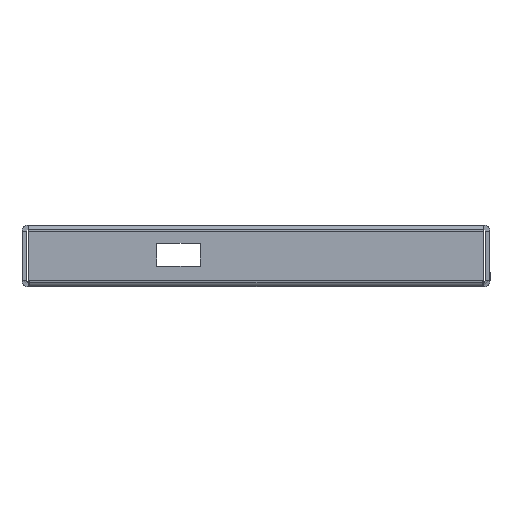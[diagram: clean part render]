
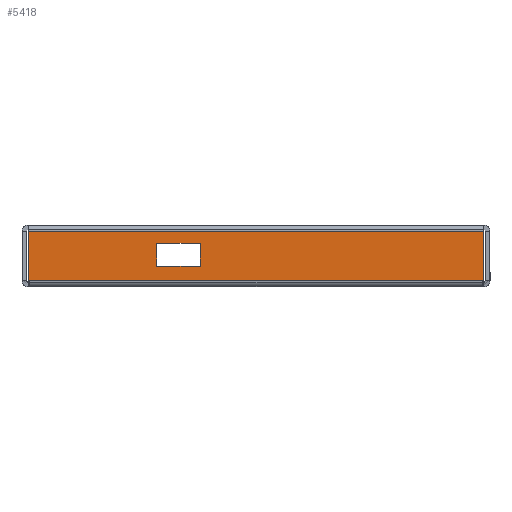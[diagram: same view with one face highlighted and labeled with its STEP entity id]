
A CAD part, left-side view. The second image highlights one B-rep face of the part: STEP entity #5418.
In plain terms, the highlighted planar face has unit normal (-1, 0, 0).
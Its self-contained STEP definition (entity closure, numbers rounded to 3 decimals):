
#160 = CARTESIAN_POINT ( 'NONE',  ( -342., 33.293, -18. ) ) ;
#188 = EDGE_CURVE ( 'NONE', #357, #1527, #4590, .T. ) ;
#213 = LINE ( 'NONE', #1234, #4868 ) ;
#232 = EDGE_CURVE ( 'NONE', #3972, #4187, #3560, .T. ) ;
#332 = CARTESIAN_POINT ( 'NONE',  ( -342., 0., -2.737 ) ) ;
#352 = PLANE ( 'NONE',  #3113 ) ;
#357 = VERTEX_POINT ( 'NONE', #1883 ) ;
#590 = DIRECTION ( 'NONE',  ( 0., -1., 0. ) ) ;
#595 = ORIENTED_EDGE ( 'NONE', *, *, #188, .F. ) ;
#603 = CARTESIAN_POINT ( 'NONE',  ( -342., 14.293, -18. ) ) ;
#705 = EDGE_CURVE ( 'NONE', #1527, #5299, #1907, .T. ) ;
#707 = CARTESIAN_POINT ( 'NONE',  ( -342., 0., 0. ) ) ;
#735 = CARTESIAN_POINT ( 'NONE',  ( -342., 33.293, -8. ) ) ;
#929 = EDGE_CURVE ( 'NONE', #2423, #3972, #1733, .T. ) ;
#1028 = ORIENTED_EDGE ( 'NONE', *, *, #705, .F. ) ;
#1187 = DIRECTION ( 'NONE',  ( 0., 0., -1. ) ) ;
#1234 = CARTESIAN_POINT ( 'NONE',  ( -342., 89.293, -24.263 ) ) ;
#1266 = VERTEX_POINT ( 'NONE', #4151 ) ;
#1527 = VERTEX_POINT ( 'NONE', #2046 ) ;
#1672 = VECTOR ( 'NONE', #3020, 1000. ) ;
#1728 = CARTESIAN_POINT ( 'NONE',  ( -342., 89.293, -2.737 ) ) ;
#1733 = LINE ( 'NONE', #332, #2367 ) ;
#1883 = CARTESIAN_POINT ( 'NONE',  ( -342., 14.293, -18. ) ) ;
#1907 = LINE ( 'NONE', #2382, #5455 ) ;
#2046 = CARTESIAN_POINT ( 'NONE',  ( -342., 14.293, -8. ) ) ;
#2251 = DIRECTION ( 'NONE',  ( 0., 0., -1. ) ) ;
#2257 = DIRECTION ( 'NONE',  ( 0., -1., 0. ) ) ;
#2346 = ORIENTED_EDGE ( 'NONE', *, *, #232, .F. ) ;
#2367 = VECTOR ( 'NONE', #5632, 1000. ) ;
#2375 = ORIENTED_EDGE ( 'NONE', *, *, #2507, .F. ) ;
#2382 = CARTESIAN_POINT ( 'NONE',  ( -342., 33.293, -8. ) ) ;
#2398 = VECTOR ( 'NONE', #590, 1000. ) ;
#2423 = VERTEX_POINT ( 'NONE', #1728 ) ;
#2507 = EDGE_CURVE ( 'NONE', #5299, #4041, #4562, .T. ) ;
#3020 = DIRECTION ( 'NONE',  ( 0., 0., -1. ) ) ;
#3045 = ORIENTED_EDGE ( 'NONE', *, *, #929, .F. ) ;
#3103 = EDGE_CURVE ( 'NONE', #1266, #4187, #213, .T. ) ;
#3113 = AXIS2_PLACEMENT_3D ( 'NONE', #707, #3786, #1187 ) ;
#3145 = FACE_BOUND ( 'NONE', #4488, .T. ) ;
#3279 = CARTESIAN_POINT ( 'NONE',  ( -342., 33.293, -18. ) ) ;
#3451 = EDGE_CURVE ( 'NONE', #4041, #357, #5024, .T. ) ;
#3560 = LINE ( 'NONE', #5039, #5149 ) ;
#3658 = DIRECTION ( 'NONE',  ( 0., 0., 1. ) ) ;
#3743 = LINE ( 'NONE', #5761, #4361 ) ;
#3755 = ORIENTED_EDGE ( 'NONE', *, *, #3451, .F. ) ;
#3757 = FACE_OUTER_BOUND ( 'NONE', #6126, .T. ) ;
#3786 = DIRECTION ( 'NONE',  ( 1., 0., 0. ) ) ;
#3909 = CARTESIAN_POINT ( 'NONE',  ( -342., -109.293, -24.263 ) ) ;
#3972 = VERTEX_POINT ( 'NONE', #6160 ) ;
#4041 = VERTEX_POINT ( 'NONE', #3279 ) ;
#4151 = CARTESIAN_POINT ( 'NONE',  ( -342., 89.293, -24.263 ) ) ;
#4187 = VERTEX_POINT ( 'NONE', #3909 ) ;
#4361 = VECTOR ( 'NONE', #2251, 1000. ) ;
#4488 = EDGE_LOOP ( 'NONE', ( #595, #3755, #2375, #1028 ) ) ;
#4557 = DIRECTION ( 'NONE',  ( 0., 0., -1. ) ) ;
#4562 = LINE ( 'NONE', #160, #1672 ) ;
#4590 = LINE ( 'NONE', #603, #5668 ) ;
#4868 = VECTOR ( 'NONE', #2257, 1000. ) ;
#4917 = ORIENTED_EDGE ( 'NONE', *, *, #5740, .T. ) ;
#5024 = LINE ( 'NONE', #5504, #2398 ) ;
#5039 = CARTESIAN_POINT ( 'NONE',  ( -342., -109.293, 0. ) ) ;
#5149 = VECTOR ( 'NONE', #4557, 1000. ) ;
#5299 = VERTEX_POINT ( 'NONE', #735 ) ;
#5317 = DIRECTION ( 'NONE',  ( 0., 1., 0. ) ) ;
#5418 = ADVANCED_FACE ( 'NONE', ( #3145, #3757 ), #352, .F. ) ;
#5455 = VECTOR ( 'NONE', #5317, 1000. ) ;
#5504 = CARTESIAN_POINT ( 'NONE',  ( -342., 33.293, -18. ) ) ;
#5632 = DIRECTION ( 'NONE',  ( 0., -1., 0. ) ) ;
#5668 = VECTOR ( 'NONE', #3658, 1000. ) ;
#5740 = EDGE_CURVE ( 'NONE', #2423, #1266, #3743, .T. ) ;
#5761 = CARTESIAN_POINT ( 'NONE',  ( -342., 89.293, 0. ) ) ;
#6050 = ORIENTED_EDGE ( 'NONE', *, *, #3103, .T. ) ;
#6126 = EDGE_LOOP ( 'NONE', ( #6050, #2346, #3045, #4917 ) ) ;
#6160 = CARTESIAN_POINT ( 'NONE',  ( -342., -109.293, -2.737 ) ) ;
